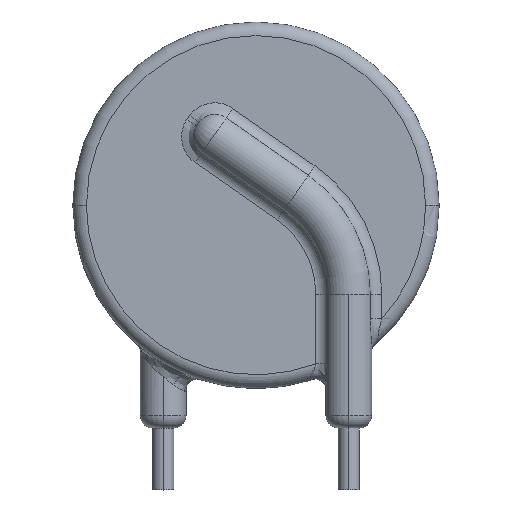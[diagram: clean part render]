
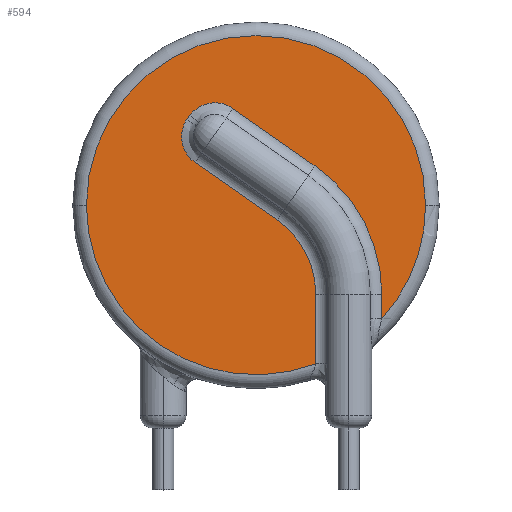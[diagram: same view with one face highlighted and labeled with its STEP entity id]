
A CAD part, top view. The second image highlights one B-rep face of the part: STEP entity #594.
In plain terms, the highlighted planar face has unit normal (0, 0, 1).
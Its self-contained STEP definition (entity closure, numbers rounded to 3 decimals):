
#10 = VERTEX_POINT ( 'NONE', #358 ) ;
#23 = CARTESIAN_POINT ( 'NONE',  ( -0.932, 3.907, 1.25 ) ) ;
#40 = DIRECTION ( 'NONE',  ( -0.819, 0.574, 0. ) ) ;
#79 = CARTESIAN_POINT ( 'NONE',  ( -1.25, -3.603, 1.25 ) ) ;
#88 = CARTESIAN_POINT ( 'NONE',  ( -2.747, 3.549, 1.25 ) ) ;
#101 = CARTESIAN_POINT ( 'NONE',  ( -2.681, 3.637, 1.25 ) ) ;
#108 = CARTESIAN_POINT ( 'NONE',  ( 5.084, -3.603, 1.25 ) ) ;
#146 = EDGE_CURVE ( 'NONE', #2293, #1996, #1530, .T. ) ;
#195 = EDGE_CURVE ( 'NONE', #1996, #1280, #492, .T. ) ;
#208 = VECTOR ( 'NONE', #40, 1000. ) ;
#218 = CARTESIAN_POINT ( 'NONE',  ( -1.533, 4.14, 1.25 ) ) ;
#239 = CARTESIAN_POINT ( 'NONE',  ( 5.084, -4.59, 1.25 ) ) ;
#266 = DIRECTION ( 'NONE',  ( 0., 0., 1. ) ) ;
#269 = EDGE_CURVE ( 'NONE', #1280, #590, #2298, .T. ) ;
#270 = EDGE_LOOP ( 'NONE', ( #2189, #1835, #1672, #1902, #2006, #1893, #1496, #1743, #1506, #1661, #641, #360 ) ) ;
#272 = CARTESIAN_POINT ( 'NONE',  ( -3.01, 2.844, 1.25 ) ) ;
#275 = LINE ( 'NONE', #1146, #1465 ) ;
#283 = CARTESIAN_POINT ( 'NONE',  ( -2.807, 3.457, 1.25 ) ) ;
#327 = VERTEX_POINT ( 'NONE', #343 ) ;
#343 = CARTESIAN_POINT ( 'NONE',  ( 6.85, 0., 1.25 ) ) ;
#358 = CARTESIAN_POINT ( 'NONE',  ( 2.383, 1.586, 1.25 ) ) ;
#360 = ORIENTED_EDGE ( 'NONE', *, *, #1021, .T. ) ;
#361 = DIRECTION ( 'NONE',  ( 0.819, -0.574, 0. ) ) ;
#418 = FACE_OUTER_BOUND ( 'NONE', #270, .T. ) ;
#420 = CARTESIAN_POINT ( 'NONE',  ( -2.681, 3.637, 1.25 ) ) ;
#448 = CARTESIAN_POINT ( 'NONE',  ( -3.01, 2.678, 1.25 ) ) ;
#492 = B_SPLINE_CURVE_WITH_KNOTS ( 'NONE', 3,
 ( #2097, #2072, #1912, #1716, #2086, #448, #272, #1026, #1575, #1197 ),
 .UNSPECIFIED., .F., .F.,
 ( 4, 2, 2, 2, 4 ),
 ( 0., 0., 0.001, 0.001, 0.002 ),
 .UNSPECIFIED. ) ;
#521 = DIRECTION ( 'NONE',  ( 1., 0., 0. ) ) ;
#554 = CARTESIAN_POINT ( 'NONE',  ( 2.416, -6.41, 1.25 ) ) ;
#560 = DIRECTION ( 'NONE',  ( 0., 1., 0. ) ) ;
#576 = CARTESIAN_POINT ( 'NONE',  ( -1.066, 4.001, 1.25 ) ) ;
#590 = VERTEX_POINT ( 'NONE', #952 ) ;
#594 = ADVANCED_FACE ( 'NONE', ( #418 ), #768, .T. ) ;
#623 = DIRECTION ( 'NONE',  ( 1., 0., 0. ) ) ;
#640 = CARTESIAN_POINT ( 'NONE',  ( -2.463, 1.721, 1.25 ) ) ;
#641 = ORIENTED_EDGE ( 'NONE', *, *, #1346, .T. ) ;
#644 = CARTESIAN_POINT ( 'NONE',  ( -2.768, 3.519, 1.25 ) ) ;
#658 = VECTOR ( 'NONE', #361, 1000. ) ;
#665 = CARTESIAN_POINT ( 'NONE',  ( -2.807, 3.457, 1.25 ) ) ;
#736 = CIRCLE ( 'NONE', #976, 6.85 ) ;
#747 = DIRECTION ( 'NONE',  ( 0., 0., 1. ) ) ;
#768 = PLANE ( 'NONE',  #1848 ) ;
#833 = EDGE_CURVE ( 'NONE', #1360, #1480, #1475, .T. ) ;
#849 = AXIS2_PLACEMENT_3D ( 'NONE', #1485, #1800, #521 ) ;
#854 = VERTEX_POINT ( 'NONE', #239 ) ;
#952 = CARTESIAN_POINT ( 'NONE',  ( -2.681, 3.637, 1.25 ) ) ;
#956 = CARTESIAN_POINT ( 'NONE',  ( -2.453, 3.873, 1.25 ) ) ;
#959 = CARTESIAN_POINT ( 'NONE',  ( 2.416, -3.603, 1.25 ) ) ;
#976 = AXIS2_PLACEMENT_3D ( 'NONE', #1081, #1315, #1295 ) ;
#996 = CARTESIAN_POINT ( 'NONE',  ( -2.175, 4.038, 1.25 ) ) ;
#1021 = EDGE_CURVE ( 'NONE', #10, #1632, #1978, .T. ) ;
#1026 = CARTESIAN_POINT ( 'NONE',  ( -2.95, 3.162, 1.25 ) ) ;
#1048 = DIRECTION ( 'NONE',  ( 1., 0., 0. ) ) ;
#1081 = CARTESIAN_POINT ( 'NONE',  ( 0., 0., 1.25 ) ) ;
#1105 = VECTOR ( 'NONE', #560, 1000. ) ;
#1139 = AXIS2_PLACEMENT_3D ( 'NONE', #1681, #747, #2187 ) ;
#1146 = CARTESIAN_POINT ( 'NONE',  ( 5.084, 0., 1.25 ) ) ;
#1179 = EDGE_CURVE ( 'NONE', #1632, #854, #275, .T. ) ;
#1197 = CARTESIAN_POINT ( 'NONE',  ( -2.807, 3.457, 1.25 ) ) ;
#1251 = VERTEX_POINT ( 'NONE', #1600 ) ;
#1260 = CARTESIAN_POINT ( 'NONE',  ( -1.25, -3.603, 1.25 ) ) ;
#1280 = VERTEX_POINT ( 'NONE', #283 ) ;
#1286 = EDGE_CURVE ( 'NONE', #854, #327, #2016, .T. ) ;
#1287 = AXIS2_PLACEMENT_3D ( 'NONE', #79, #2061, #1048 ) ;
#1295 = DIRECTION ( 'NONE',  ( 1., 0., 0. ) ) ;
#1315 = DIRECTION ( 'NONE',  ( 0., 0., 1. ) ) ;
#1326 = EDGE_CURVE ( 'NONE', #327, #1351, #736, .T. ) ;
#1346 = EDGE_CURVE ( 'NONE', #1251, #10, #1988, .T. ) ;
#1351 = VERTEX_POINT ( 'NONE', #2193 ) ;
#1360 = VERTEX_POINT ( 'NONE', #554 ) ;
#1465 = VECTOR ( 'NONE', #1738, 1000. ) ;
#1475 = LINE ( 'NONE', #2138, #1105 ) ;
#1480 = VERTEX_POINT ( 'NONE', #959 ) ;
#1485 = CARTESIAN_POINT ( 'NONE',  ( 0., 0., 1.25 ) ) ;
#1496 = ORIENTED_EDGE ( 'NONE', *, *, #146, .T. ) ;
#1506 = ORIENTED_EDGE ( 'NONE', *, *, #269, .T. ) ;
#1512 = CARTESIAN_POINT ( 'NONE',  ( -0.002, -0.002, 1.25 ) ) ;
#1530 = LINE ( 'NONE', #1512, #208 ) ;
#1575 = CARTESIAN_POINT ( 'NONE',  ( -2.89, 3.316, 1.25 ) ) ;
#1600 = CARTESIAN_POINT ( 'NONE',  ( -0.932, 3.907, 1.25 ) ) ;
#1632 = VERTEX_POINT ( 'NONE', #108 ) ;
#1643 = CIRCLE ( 'NONE', #1825, 3.666 ) ;
#1661 = ORIENTED_EDGE ( 'NONE', *, *, #1857, .T. ) ;
#1671 = CARTESIAN_POINT ( 'NONE',  ( -1.699, 4.146, 1.25 ) ) ;
#1672 = ORIENTED_EDGE ( 'NONE', *, *, #1326, .T. ) ;
#1681 = CARTESIAN_POINT ( 'NONE',  ( 0., 0., 1.25 ) ) ;
#1716 = CARTESIAN_POINT ( 'NONE',  ( -2.887, 2.207, 1.25 ) ) ;
#1738 = DIRECTION ( 'NONE',  ( 0., -1., 0. ) ) ;
#1743 = ORIENTED_EDGE ( 'NONE', *, *, #195, .T. ) ;
#1747 = CARTESIAN_POINT ( 'NONE',  ( -2.726, 3.579, 1.25 ) ) ;
#1784 = DIRECTION ( 'NONE',  ( 1., 0., 0. ) ) ;
#1800 = DIRECTION ( 'NONE',  ( 0., 0., 1. ) ) ;
#1825 = AXIS2_PLACEMENT_3D ( 'NONE', #1260, #2116, #1784 ) ;
#1835 = ORIENTED_EDGE ( 'NONE', *, *, #1286, .T. ) ;
#1848 = AXIS2_PLACEMENT_3D ( 'NONE', #2051, #266, #623 ) ;
#1853 = CARTESIAN_POINT ( 'NONE',  ( -2.577, 3.764, 1.25 ) ) ;
#1857 = EDGE_CURVE ( 'NONE', #590, #1251, #2177, .T. ) ;
#1893 = ORIENTED_EDGE ( 'NONE', *, *, #2103, .T. ) ;
#1902 = ORIENTED_EDGE ( 'NONE', *, *, #2215, .T. ) ;
#1912 = CARTESIAN_POINT ( 'NONE',  ( -2.711, 1.933, 1.25 ) ) ;
#1926 = CARTESIAN_POINT ( 'NONE',  ( -2.704, 3.608, 1.25 ) ) ;
#1978 = CIRCLE ( 'NONE', #1287, 6.334 ) ;
#1988 = LINE ( 'NONE', #2158, #658 ) ;
#1996 = VERTEX_POINT ( 'NONE', #640 ) ;
#2006 = ORIENTED_EDGE ( 'NONE', *, *, #833, .T. ) ;
#2016 = CIRCLE ( 'NONE', #849, 6.85 ) ;
#2051 = CARTESIAN_POINT ( 'NONE',  ( 0., 0., 1.25 ) ) ;
#2061 = DIRECTION ( 'NONE',  ( 0., 0., -1. ) ) ;
#2072 = CARTESIAN_POINT ( 'NONE',  ( -2.597, 1.815, 1.25 ) ) ;
#2079 = CARTESIAN_POINT ( 'NONE',  ( 0.853, -0.6, 1.25 ) ) ;
#2086 = CARTESIAN_POINT ( 'NONE',  ( -2.949, 2.36, 1.25 ) ) ;
#2087 = CARTESIAN_POINT ( 'NONE',  ( -2.788, 3.489, 1.25 ) ) ;
#2097 = CARTESIAN_POINT ( 'NONE',  ( -2.463, 1.721, 1.25 ) ) ;
#2103 = EDGE_CURVE ( 'NONE', #1480, #2293, #1643, .T. ) ;
#2116 = DIRECTION ( 'NONE',  ( 0., 0., 1. ) ) ;
#2138 = CARTESIAN_POINT ( 'NONE',  ( 2.416, 0., 1.25 ) ) ;
#2148 = CIRCLE ( 'NONE', #1139, 6.85 ) ;
#2158 = CARTESIAN_POINT ( 'NONE',  ( 1.529, 2.184, 1.25 ) ) ;
#2177 = B_SPLINE_CURVE_WITH_KNOTS ( 'NONE', 3,
 ( #420, #1853, #956, #996, #2190, #1671, #218, #2202, #576, #23 ),
 .UNSPECIFIED., .F., .F.,
 ( 4, 2, 2, 2, 4 ),
 ( 0., 0., 0.001, 0.001, 0.002 ),
 .UNSPECIFIED. ) ;
#2187 = DIRECTION ( 'NONE',  ( 1., 0., 0. ) ) ;
#2189 = ORIENTED_EDGE ( 'NONE', *, *, #1179, .T. ) ;
#2190 = CARTESIAN_POINT ( 'NONE',  ( -2.019, 4.095, 1.25 ) ) ;
#2193 = CARTESIAN_POINT ( 'NONE',  ( -6.85, 0., 1.25 ) ) ;
#2202 = CARTESIAN_POINT ( 'NONE',  ( -1.216, 4.068, 1.25 ) ) ;
#2215 = EDGE_CURVE ( 'NONE', #1351, #1360, #2148, .T. ) ;
#2293 = VERTEX_POINT ( 'NONE', #2079 ) ;
#2298 = B_SPLINE_CURVE_WITH_KNOTS ( 'NONE', 3,
 ( #665, #2087, #644, #88, #1747, #1926, #101 ),
 .UNSPECIFIED., .F., .F.,
 ( 4, 3, 4 ),
 ( 0., 0., 0. ),
 .UNSPECIFIED. ) ;
